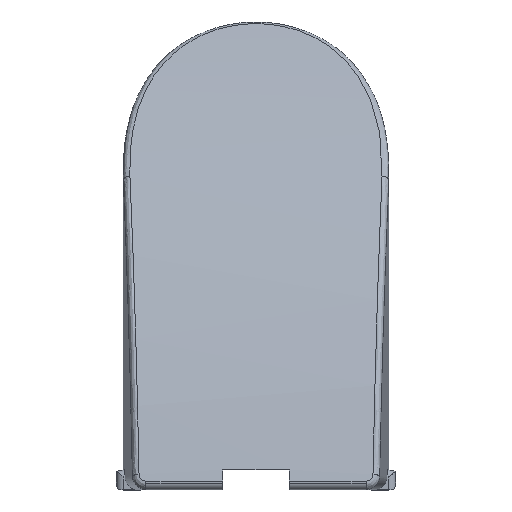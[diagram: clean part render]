
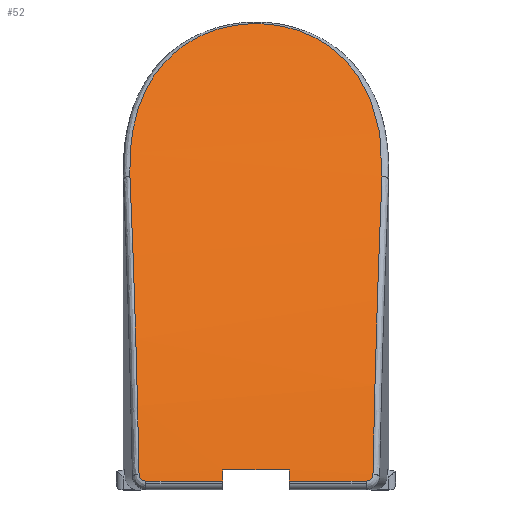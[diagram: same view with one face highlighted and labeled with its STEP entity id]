
A CAD part, top view. The second image highlights one B-rep face of the part: STEP entity #52.
In plain terms, the highlighted cylindrical face has radius 80 mm (diameter 160 mm), a partial arc.
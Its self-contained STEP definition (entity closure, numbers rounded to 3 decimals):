
#52=ADVANCED_FACE('NONE',(#121),#122,.T.);
#121=FACE_OUTER_BOUND('',#263,.T.);
#122=CYLINDRICAL_SURFACE('',#264,80.0);
#263=EDGE_LOOP('',(#1086,#1087,#1088,#1089,#1090,#1091,#1092,#1093,#1094,#1095));
#264=AXIS2_PLACEMENT_3D('',#1096,#1097,#1098);
#1086=ORIENTED_EDGE('',*,*,#1530,.F.);
#1087=ORIENTED_EDGE('',*,*,#1531,.F.);
#1088=ORIENTED_EDGE('',*,*,#1532,.F.);
#1089=ORIENTED_EDGE('',*,*,#1499,.T.);
#1090=ORIENTED_EDGE('',*,*,#1533,.F.);
#1091=ORIENTED_EDGE('',*,*,#1534,.T.);
#1092=ORIENTED_EDGE('',*,*,#1535,.T.);
#1093=ORIENTED_EDGE('',*,*,#1536,.T.);
#1094=ORIENTED_EDGE('',*,*,#1537,.F.);
#1095=ORIENTED_EDGE('',*,*,#1503,.T.);
#1096=CARTESIAN_POINT('',(-14.,-23.3,-76.532));
#1097=DIRECTION('',(-1.0,0.,0.));
#1098=DIRECTION('',(0.,0.,-1.0));
#1499=EDGE_CURVE('NONE',#1664,#1662,#1665,.T.);
#1503=EDGE_CURVE('NONE',#1672,#1670,#1673,.T.);
#1530=EDGE_CURVE('NONE',#1722,#1670,#1723,.T.);
#1531=EDGE_CURVE('NONE',#1724,#1722,#1725,.T.);
#1532=EDGE_CURVE('NONE',#1664,#1724,#1726,.T.);
#1533=EDGE_CURVE('NONE',#1727,#1662,#1728,.T.);
#1534=EDGE_CURVE('NONE',#1727,#1729,#1730,.T.);
#1535=EDGE_CURVE('NONE',#1729,#1731,#1732,.T.);
#1536=EDGE_CURVE('NONE',#1731,#1733,#1734,.T.);
#1537=EDGE_CURVE('NONE',#1672,#1733,#1735,.T.);
#1662=VERTEX_POINT('NONE',#1927);
#1664=VERTEX_POINT('NONE',#1929);
#1665=LINE('',#1930,#1931);
#1670=VERTEX_POINT('NONE',#1937);
#1672=VERTEX_POINT('NONE',#1939);
#1673=LINE('',#1940,#1941);
#1722=VERTEX_POINT('NONE',#2087);
#1723=CIRCLE('',#2088,80.0);
#1724=VERTEX_POINT('NONE',#2089);
#1725=LINE('',#2090,#2091);
#1726=CIRCLE('',#2092,80.0);
#1727=VERTEX_POINT('NONE',#2093);
#1728=B_SPLINE_CURVE_WITH_KNOTS('',3,(#2094,#2095,#2096,#2097,#2098,#2099),.UNSPECIFIED.,.F.,.F.,(4,2,4),(0.,0.,0.001),.UNSPECIFIED.);
#1729=VERTEX_POINT('NONE',#2100);
#1730=(B_SPLINE_CURVE(3,(#2102,#2103,#2104,#2105),.UNSPECIFIED.,.F.,.F.)B_SPLINE_CURVE_WITH_KNOTS((4,4),(3.452,3.768),.UNSPECIFIED.)RATIONAL_B_SPLINE_CURVE((1.0,0.992,0.992,1.0))BOUNDED_CURVE()REPRESENTATION_ITEM('')GEOMETRIC_REPRESENTATION_ITEM()CURVE());
#1731=VERTEX_POINT('NONE',#2112);
#1732=B_SPLINE_CURVE_WITH_KNOTS('',3,(#2113,#2114,#2115,#2116,#2117,#2118,#2119,#2120,#2121,#2122,#2123,#2124,#2125,#2126,#2127,#2128,#2129,#2130,#2131,#2132,#2133,#2134,#2135,#2136,#2137,#2138,#2139,#2140,#2141,#2142,#2143,#2144,#2145,#2146,#2147,#2148,#2149,#2150,#2151,#2152,#2153,#2154,#2155,#2156,#2157,#2158,#2159,#2160),.UNSPECIFIED.,.F.,.F.,(4,2,2,2,2,2,2,2,2,2,2,2,2,2,2,2,2,2,2,2,2,2,2,4),(0.0,0.005,0.007,0.01,0.012,0.014,0.015,0.016,0.017,0.017,0.019,0.02,0.021,0.022,0.022,0.024,0.025,0.027,0.029,0.03,0.031,0.032,0.035,0.04),.UNSPECIFIED.);
#1733=VERTEX_POINT('NONE',#2161);
#1734=(B_SPLINE_CURVE(3,(#2163,#2164,#2165,#2166),.UNSPECIFIED.,.F.,.F.)B_SPLINE_CURVE_WITH_KNOTS((4,4),(5.657,5.973),.UNSPECIFIED.)RATIONAL_B_SPLINE_CURVE((1.0,0.992,0.992,1.0))BOUNDED_CURVE()REPRESENTATION_ITEM('')GEOMETRIC_REPRESENTATION_ITEM()CURVE());
#1735=B_SPLINE_CURVE_WITH_KNOTS('',3,(#2173,#2174,#2175,#2176,#2177,#2178),.UNSPECIFIED.,.F.,.F.,(4,2,4),(0.0,0.,0.001),.UNSPECIFIED.);
#1927=CARTESIAN_POINT('',(8.289,0.65,-0.201));
#1929=CARTESIAN_POINT('',(2.5,0.65,-0.201));
#1930=CARTESIAN_POINT('',(-14.0,0.65,-0.201));
#1931=VECTOR('',#2874,1000.0);
#1937=CARTESIAN_POINT('',(-2.5,0.65,-0.201));
#1939=CARTESIAN_POINT('',(-8.289,0.65,-0.201));
#1940=CARTESIAN_POINT('',(-14.0,0.65,-0.201));
#1941=VECTOR('',#2882,1000.0);
#2087=CARTESIAN_POINT('',(-2.5,1.5,-0.473));
#2088=AXIS2_PLACEMENT_3D('',#2915,#2916,#2917);
#2089=CARTESIAN_POINT('',(2.5,1.5,-0.473));
#2090=CARTESIAN_POINT('',(-14.0,1.5,-0.473));
#2091=VECTOR('',#2918,1000.0);
#2092=AXIS2_PLACEMENT_3D('',#2919,#2920,#2921);
#2093=CARTESIAN_POINT('',(8.8,1.153,-0.361));
#2094=CARTESIAN_POINT('',(8.8,1.153,-0.361));
#2095=CARTESIAN_POINT('',(8.797,1.023,-0.319));
#2096=CARTESIAN_POINT('',(8.743,0.895,-0.278));
#2097=CARTESIAN_POINT('',(8.558,0.708,-0.219));
#2098=CARTESIAN_POINT('',(8.426,0.65,-0.201));
#2099=CARTESIAN_POINT('',(8.289,0.65,-0.201));
#2100=CARTESIAN_POINT('',(9.483,23.6,-11.721));
#2102=CARTESIAN_POINT('',(8.8,1.153,-0.361));
#2103=CARTESIAN_POINT('',(8.955,9.204,-2.945));
#2104=CARTESIAN_POINT('',(9.185,16.749,-6.764));
#2105=CARTESIAN_POINT('',(9.483,23.6,-11.721));
#2112=CARTESIAN_POINT('',(-9.483,23.6,-11.721));
#2113=CARTESIAN_POINT('',(9.483,23.6,-11.721));
#2114=CARTESIAN_POINT('',(9.542,24.958,-12.704));
#2115=CARTESIAN_POINT('',(9.456,26.273,-13.721));
#2116=CARTESIAN_POINT('',(9.039,28.178,-15.289));
#2117=CARTESIAN_POINT('',(8.85,28.806,-15.823));
#2118=CARTESIAN_POINT('',(8.361,30.007,-16.874));
#2119=CARTESIAN_POINT('',(8.062,30.583,-17.394));
#2120=CARTESIAN_POINT('',(7.329,31.68,-18.414));
#2121=CARTESIAN_POINT('',(6.889,32.207,-18.917));
#2122=CARTESIAN_POINT('',(6.127,32.916,-19.612));
#2123=CARTESIAN_POINT('',(5.856,33.141,-19.835));
#2124=CARTESIAN_POINT('',(5.273,33.564,-20.259));
#2125=CARTESIAN_POINT('',(4.959,33.763,-20.461));
#2126=CARTESIAN_POINT('',(4.296,34.126,-20.834));
#2127=CARTESIAN_POINT('',(3.948,34.29,-21.003));
#2128=CARTESIAN_POINT('',(3.402,34.504,-21.227));
#2129=CARTESIAN_POINT('',(3.215,34.571,-21.296));
#2130=CARTESIAN_POINT('',(2.833,34.694,-21.426));
#2131=CARTESIAN_POINT('',(2.637,34.75,-21.485));
#2132=CARTESIAN_POINT('',(2.045,34.9,-21.643));
#2133=CARTESIAN_POINT('',(1.641,34.976,-21.724));
#2134=CARTESIAN_POINT('',(0.817,35.078,-21.832));
#2135=CARTESIAN_POINT('',(0.391,35.103,-21.859));
#2136=CARTESIAN_POINT('',(-0.447,35.101,-21.857));
#2137=CARTESIAN_POINT('',(-0.862,35.074,-21.828));
#2138=CARTESIAN_POINT('',(-1.477,34.995,-21.744));
#2139=CARTESIAN_POINT('',(-1.681,34.963,-21.71));
#2140=CARTESIAN_POINT('',(-2.087,34.885,-21.627));
#2141=CARTESIAN_POINT('',(-2.289,34.839,-21.579));
#2142=CARTESIAN_POINT('',(-2.88,34.687,-21.418));
#2143=CARTESIAN_POINT('',(-3.257,34.563,-21.288));
#2144=CARTESIAN_POINT('',(-3.982,34.275,-20.987));
#2145=CARTESIAN_POINT('',(-4.332,34.109,-20.815));
#2146=CARTESIAN_POINT('',(-5.321,33.561,-20.254));
#2147=CARTESIAN_POINT('',(-5.896,33.135,-19.826));
#2148=CARTESIAN_POINT('',(-6.659,32.419,-19.126));
#2149=CARTESIAN_POINT('',(-6.896,32.167,-18.882));
#2150=CARTESIAN_POINT('',(-7.331,31.649,-18.388));
#2151=CARTESIAN_POINT('',(-7.53,31.382,-18.136));
#2152=CARTESIAN_POINT('',(-7.894,30.832,-17.626));
#2153=CARTESIAN_POINT('',(-8.06,30.549,-17.367));
#2154=CARTESIAN_POINT('',(-8.363,29.969,-16.844));
#2155=CARTESIAN_POINT('',(-8.499,29.67,-16.579));
#2156=CARTESIAN_POINT('',(-8.863,28.766,-15.788));
#2157=CARTESIAN_POINT('',(-9.047,28.149,-15.265));
#2158=CARTESIAN_POINT('',(-9.455,26.263,-13.713));
#2159=CARTESIAN_POINT('',(-9.542,24.955,-12.702));
#2160=CARTESIAN_POINT('',(-9.483,23.6,-11.721));
#2161=CARTESIAN_POINT('',(-8.8,1.153,-0.361));
#2163=CARTESIAN_POINT('',(-9.483,23.6,-11.721));
#2164=CARTESIAN_POINT('',(-9.185,16.749,-6.764));
#2165=CARTESIAN_POINT('',(-8.955,9.204,-2.945));
#2166=CARTESIAN_POINT('',(-8.8,1.153,-0.361));
#2173=CARTESIAN_POINT('',(-8.289,0.65,-0.201));
#2174=CARTESIAN_POINT('',(-8.426,0.65,-0.201));
#2175=CARTESIAN_POINT('',(-8.558,0.708,-0.219));
#2176=CARTESIAN_POINT('',(-8.743,0.895,-0.278));
#2177=CARTESIAN_POINT('',(-8.797,1.023,-0.319));
#2178=CARTESIAN_POINT('',(-8.8,1.153,-0.361));
#2874=DIRECTION('',(1.0,0.,0.));
#2882=DIRECTION('',(1.0,0.,0.));
#2915=CARTESIAN_POINT('',(-2.5,-23.3,-76.532));
#2916=DIRECTION('',(1.0,0.,0.));
#2917=DIRECTION('',(0.,0.,1.0));
#2918=DIRECTION('',(-1.0,0.,0.));
#2919=CARTESIAN_POINT('',(2.5,-23.3,-76.532));
#2920=DIRECTION('',(-1.0,0.,0.));
#2921=DIRECTION('',(0.,0.,-1.0));
